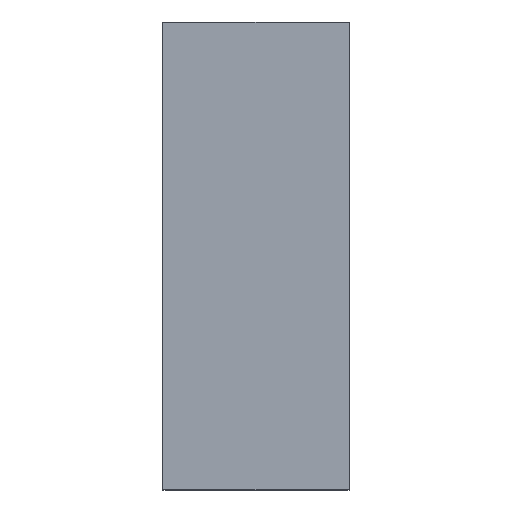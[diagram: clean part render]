
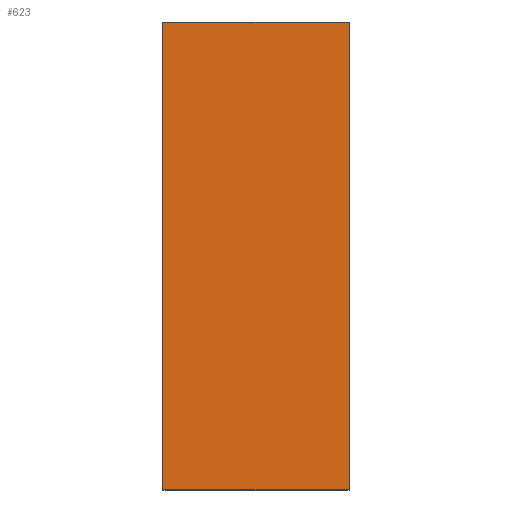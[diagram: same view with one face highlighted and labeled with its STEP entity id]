
A CAD part, top view. The second image highlights one B-rep face of the part: STEP entity #623.
In plain terms, the highlighted planar face has unit normal (0, 0, 1).
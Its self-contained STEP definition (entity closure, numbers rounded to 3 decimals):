
#623=ADVANCED_FACE('',(#1055),#1056,.T.);
#1055=FACE_OUTER_BOUND('',#1494,.T.);
#1056=PLANE('',#1495);
#1494=EDGE_LOOP('',(#2937,#2938,#2939,#2940));
#1495=AXIS2_PLACEMENT_3D('',#2941,#2942,#2943);
#2937=ORIENTED_EDGE('',*,*,#3440,.T.);
#2938=ORIENTED_EDGE('',*,*,#3444,.T.);
#2939=ORIENTED_EDGE('',*,*,#3445,.T.);
#2940=ORIENTED_EDGE('',*,*,#3446,.T.);
#2941=CARTESIAN_POINT('',(-0.013,-13.798,3.75));
#2942=DIRECTION('',(0.0,-0.0,1.0));
#2943=DIRECTION('',(0.0,1.0,0.0));
#3440=EDGE_CURVE('',#4143,#4141,#4144,.T.);
#3444=EDGE_CURVE('',#4141,#4149,#4150,.T.);
#3445=EDGE_CURVE('',#4149,#4151,#4152,.T.);
#3446=EDGE_CURVE('',#4151,#4143,#4153,.T.);
#4141=VERTEX_POINT('',#5240);
#4143=VERTEX_POINT('',#5243);
#4144=LINE('',#5244,#5245);
#4149=VERTEX_POINT('',#5253);
#4150=LINE('',#5254,#5255);
#4151=VERTEX_POINT('',#5256);
#4152=LINE('',#5257,#5258);
#4153=LINE('',#5259,#5260);
#5240=CARTESIAN_POINT('',(-5.513,0.,3.75));
#5243=CARTESIAN_POINT('',(5.487,0.,3.75));
#5244=CARTESIAN_POINT('',(-0.013,0.,3.75));
#5245=VECTOR('',#5752,1.0);
#5253=CARTESIAN_POINT('',(-5.513,-27.597,3.75));
#5254=CARTESIAN_POINT('',(-5.513,-13.798,3.75));
#5255=VECTOR('',#5756,1.0);
#5256=CARTESIAN_POINT('',(5.487,-27.597,3.75));
#5257=CARTESIAN_POINT('',(-0.013,-27.597,3.75));
#5258=VECTOR('',#5757,1.0);
#5259=CARTESIAN_POINT('',(5.487,-13.798,3.75));
#5260=VECTOR('',#5758,1.0);
#5752=DIRECTION('',(-1.0,0.0,0.0));
#5756=DIRECTION('',(0.0,-1.0,0.0));
#5757=DIRECTION('',(1.0,0.0,0.0));
#5758=DIRECTION('',(0.0,1.0,0.0));
